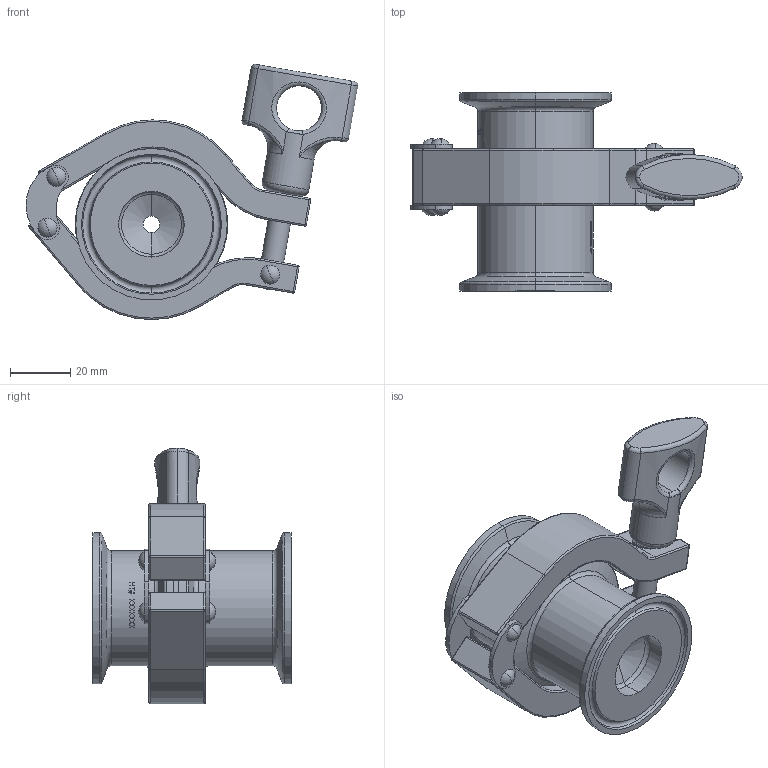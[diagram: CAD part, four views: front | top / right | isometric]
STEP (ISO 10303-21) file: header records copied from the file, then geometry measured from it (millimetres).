
FILE_DESCRIPTION (( 'STEP AP203' ), '1' );
FILE_NAME ('93C-100-C.STEP', '2016-04-22T11:35:21', ( '' ), ( '' ), 'SwSTEP 2.0', 'SolidWorks 2014', '' );
FILE_SCHEMA (( 'CONFIG_CONTROL_DESIGN' ));
Length unit declared in the file: inch
Products named in the file (1): 93C-100-C
Bounding box: 110.46 x 65.96 x 84.97 mm (x, y, z)
Surface area: 35064.3 mm2 (no closed solid volume)
Topology: 0 solids, 71 shells, 444 faces, 2575 edges, 2175 vertices
Faces by surface type: cylinder 207, torus 71, plane 68, bspline 44, sphere 33, cone 21
Entity records: 38763 total; most frequent: CARTESIAN_POINT 21083, ORIENTED_EDGE 3286, DIRECTION 3136, EDGE_CURVE 2554, VERTEX_POINT 2175, AXIS2_PLACEMENT_3D 1313, B_SPLINE_CURVE_WITH_KNOTS 1132, CIRCLE 912
